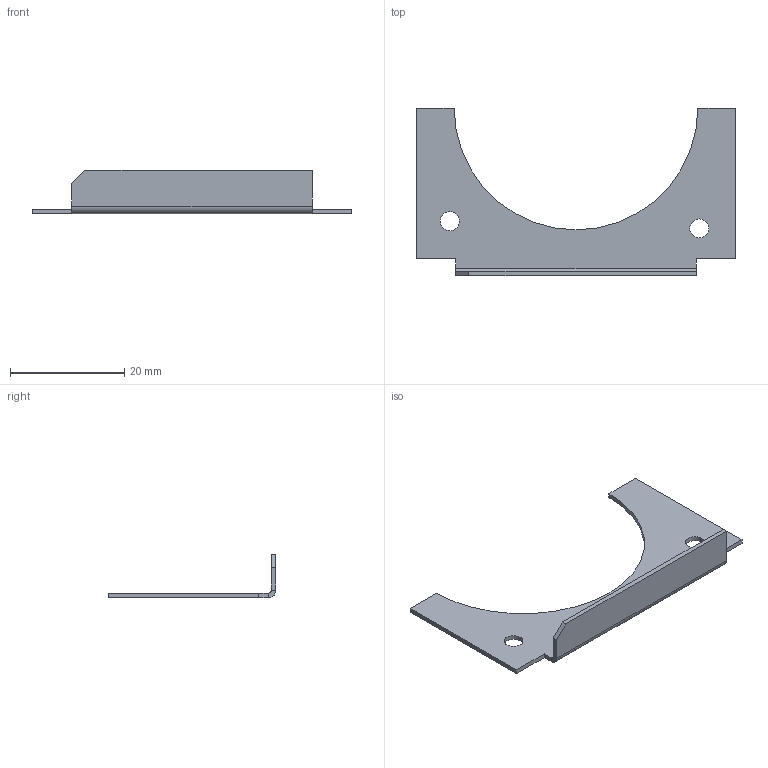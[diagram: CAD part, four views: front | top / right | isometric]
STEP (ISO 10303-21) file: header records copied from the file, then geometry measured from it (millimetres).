
FILE_DESCRIPTION(/* description */ (''),/* implementation_level */ '2;1');
FILE_NAME(/* name */ '118-00-11856.ipt.step',/* time_stamp */ '2014-01-01T17:38:21-08:00',/* author */ ('Philip'),/* organization */ (''),/* preprocessor_version */ 'ST-DEVELOPER v15.2',/* originating_system */ 'Autodesk Inventor 2014',/* authorisation */ '');
FILE_SCHEMA (('AUTOMOTIVE_DESIGN { 1 0 10303 214 3 1 1 }'));
Length unit declared in the file: inch
Products named in the file (1): 118-00-11856
Bounding box: 55.88 x 29.41 x 7.62 mm (x, y, z)
Volume: 923.8 mm3; surface area: 2457.7 mm2
Topology: 1 solids, 1 shells, 23 faces, 55 edges, 34 vertices
Faces by surface type: plane 18, cylinder 5
Full cylindrical faces by diameter (mm): 3.302 x2
Entity records: 676 total; most frequent: DIRECTION 111, CARTESIAN_POINT 111, ORIENTED_EDGE 106, EDGE_CURVE 53, LINE 43, VECTOR 43, VERTEX_POINT 34, AXIS2_PLACEMENT_3D 34
